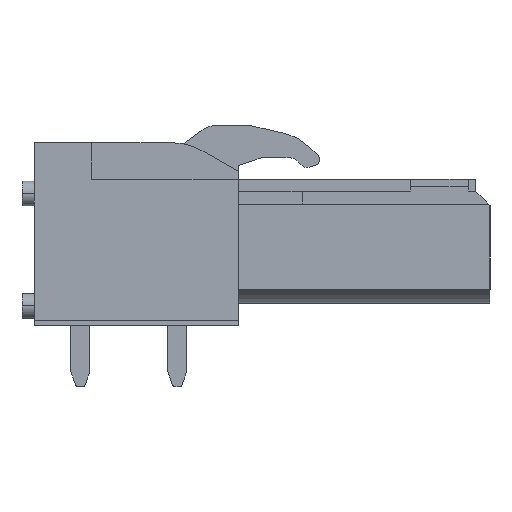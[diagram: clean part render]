
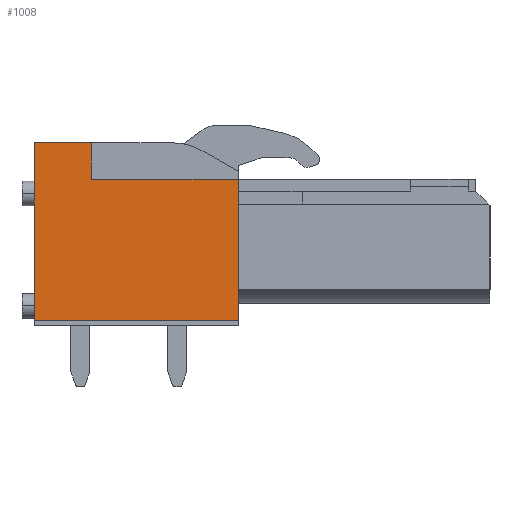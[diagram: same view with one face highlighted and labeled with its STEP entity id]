
A CAD part, left-side view. The second image highlights one B-rep face of the part: STEP entity #1008.
In plain terms, the highlighted planar face has unit normal (-1, 0, 0).
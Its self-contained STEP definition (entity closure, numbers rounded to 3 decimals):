
#965=AXIS2_PLACEMENT_3D('Plane Axis2P3D',#962,#963,#964) ;
#940=CARTESIAN_POINT('Vertex',(0.,13.2,3.5)) ;
#943=CARTESIAN_POINT('Line Origine',(0.,18.55,3.5)) ;
#947=CARTESIAN_POINT('Vertex',(0.,23.9,3.5)) ;
#962=CARTESIAN_POINT('Axis2P3D Location',(0.,0.,0.)) ;
#967=CARTESIAN_POINT('Line Origine',(0.,13.2,7.2)) ;
#971=CARTESIAN_POINT('Vertex',(0.,13.2,10.9)) ;
#974=CARTESIAN_POINT('Line Origine',(0.,17.05,10.9)) ;
#978=CARTESIAN_POINT('Vertex',(0.,20.9,10.9)) ;
#981=CARTESIAN_POINT('Line Origine',(0.,20.9,11.85)) ;
#985=CARTESIAN_POINT('Vertex',(0.,20.9,12.8)) ;
#988=CARTESIAN_POINT('Line Origine',(0.,22.4,12.8)) ;
#992=CARTESIAN_POINT('Vertex',(0.,23.9,12.8)) ;
#995=CARTESIAN_POINT('Line Origine',(0.,23.9,8.15)) ;
#944=DIRECTION('Vector Direction',(0.,-1.,0.)) ;
#963=DIRECTION('Axis2P3D Direction',(-1.,0.,0.)) ;
#964=DIRECTION('Axis2P3D XDirection',(0.,-1.,0.)) ;
#968=DIRECTION('Vector Direction',(0.,0.,1.)) ;
#975=DIRECTION('Vector Direction',(0.,-1.,0.)) ;
#982=DIRECTION('Vector Direction',(0.,0.,1.)) ;
#989=DIRECTION('Vector Direction',(0.,-1.,0.)) ;
#996=DIRECTION('Vector Direction',(0.,0.,1.)) ;
#945=VECTOR('Line Direction',#944,1.) ;
#969=VECTOR('Line Direction',#968,1.) ;
#976=VECTOR('Line Direction',#975,1.) ;
#983=VECTOR('Line Direction',#982,1.) ;
#990=VECTOR('Line Direction',#989,1.) ;
#997=VECTOR('Line Direction',#996,1.) ;
#1001=ORIENTED_EDGE('',*,*,#949,.T.) ;
#1002=ORIENTED_EDGE('',*,*,#973,.T.) ;
#1003=ORIENTED_EDGE('',*,*,#980,.T.) ;
#1004=ORIENTED_EDGE('',*,*,#987,.T.) ;
#1005=ORIENTED_EDGE('',*,*,#994,.T.) ;
#1006=ORIENTED_EDGE('',*,*,#999,.T.) ;
#1008=ADVANCED_FACE('HOUSING',(#1007),#966,.T.) ;
#949=EDGE_CURVE('',#948,#941,#946,.T.) ;
#973=EDGE_CURVE('',#941,#972,#970,.T.) ;
#980=EDGE_CURVE('',#972,#979,#977,.F.) ;
#987=EDGE_CURVE('',#979,#986,#984,.T.) ;
#994=EDGE_CURVE('',#986,#993,#991,.F.) ;
#999=EDGE_CURVE('',#993,#948,#998,.F.) ;
#1000=EDGE_LOOP('',(#1001,#1002,#1003,#1004,#1005,#1006)) ;
#1007=FACE_OUTER_BOUND('',#1000,.T.) ;
#946=LINE('Line',#943,#945) ;
#970=LINE('Line',#967,#969) ;
#977=LINE('Line',#974,#976) ;
#984=LINE('Line',#981,#983) ;
#991=LINE('Line',#988,#990) ;
#998=LINE('Line',#995,#997) ;
#966=PLANE('',#965) ;
#941=VERTEX_POINT('',#940) ;
#948=VERTEX_POINT('',#947) ;
#972=VERTEX_POINT('',#971) ;
#979=VERTEX_POINT('',#978) ;
#986=VERTEX_POINT('',#985) ;
#993=VERTEX_POINT('',#992) ;
